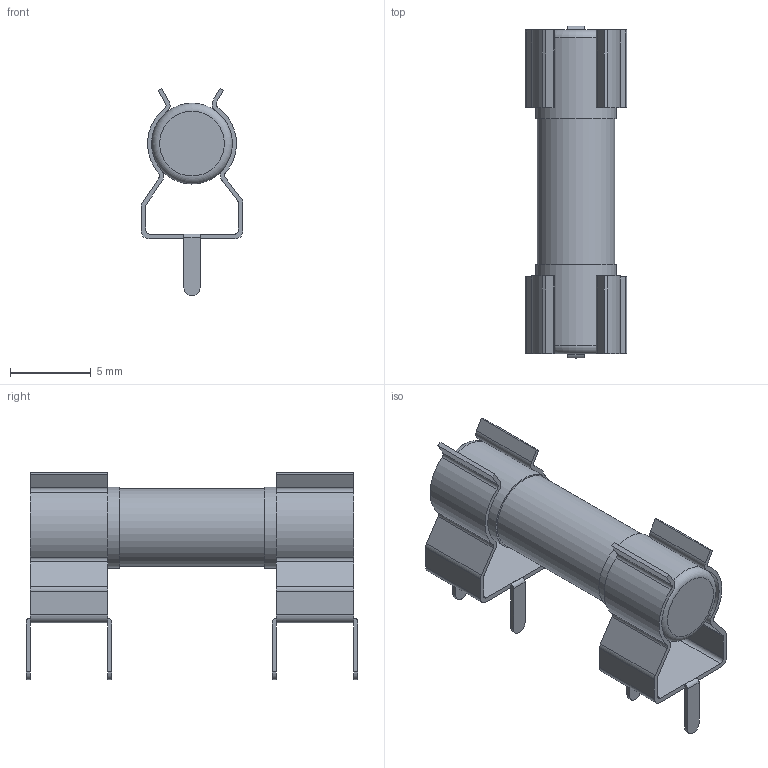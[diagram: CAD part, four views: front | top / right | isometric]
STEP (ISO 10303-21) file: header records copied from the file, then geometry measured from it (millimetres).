
FILE_DESCRIPTION(('FreeCAD Model'),'2;1');
FILE_NAME('Open CASCADE Shape Model','2024-07-20T12:34:46',('Author'),( ''),'Open CASCADE STEP processor 7.6','FreeCAD','Unknown');
FILE_SCHEMA(('CONFIG_CONTROL_DESIGN','SHAPE_APPEARANCE_LAYER_MIM'));
Length unit declared in the file: millimetre
Products named in the file (4): pojistkovy_drzak_5x20; Pojistkový držák pravý; Pojistka; Pojistkový držák levý
Assembly tree (3 placements, depth 2):
  pojistkovy_drzak_5x20
    Pojistkový držák pravý
    Pojistka
    Pojistkový držák levý
Bounding box: 6.3 x 20.5 x 12.8 mm (x, y, z)
Volume: 448.4 mm3; surface area: 910.7 mm2
Topology: 3 solids, 3 shells, 125 faces, 333 edges, 216 vertices
Faces by surface type: plane 68, cylinder 47, bspline 8, torus 2
Full cylindrical faces by diameter (mm): 4.8 x1, 5 x2
Entity records: 4340 total; most frequent: CARTESIAN_POINT 1062, ORIENTED_EDGE 666, DIRECTION 641, EDGE_CURVE 333, AXIS2_PLACEMENT_3D 219, VERTEX_POINT 216, LINE 203, VECTOR 203
